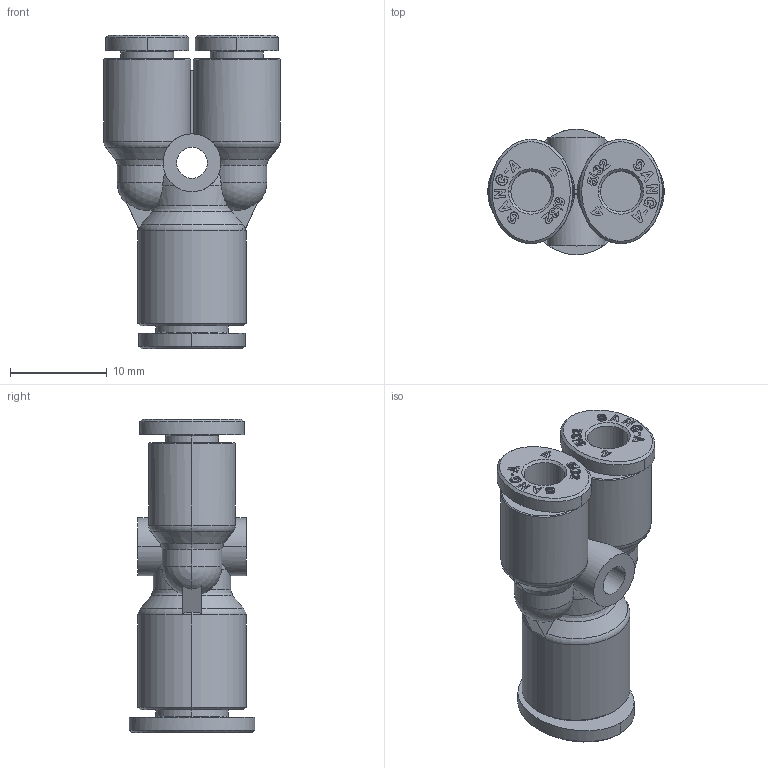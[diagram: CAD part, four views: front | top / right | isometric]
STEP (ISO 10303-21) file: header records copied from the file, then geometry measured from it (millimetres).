
FILE_DESCRIPTION((''),'2;1');
FILE_NAME('GPW_0604(3D).stp','2012-12-27T14:51:04',(''),(''),'Mechanical Desktop.R8.0.24.0','Mechanical Desktop.R8.0.24.0',', , ');
FILE_SCHEMA(('CONFIG_CONTROL_DESIGN'));
Length unit declared in the file: millimetre
Products named in the file (2): GPW_0604(3D); ºÎÇ°1
Assembly tree (1 placements, depth 2):
  GPW_0604(3D)
    ºÎÇ°1
Bounding box: 18.3 x 13 x 32.45 mm (x, y, z)
Volume: 2551 mm3; surface area: 2853.5 mm2
Topology: 1 solids, 1 shells, 1030 faces, 2919 edges, 1934 vertices
Faces by surface type: plane 843, bspline 94, cylinder 57, cone 22, sphere 8, torus 6
Entity records: 35642 total; most frequent: CARTESIAN_POINT 8999, ORIENTED_EDGE 5830, DIRECTION 5043, EDGE_CURVE 2915, VECTOR 2503, LINE 2503, VERTEX_POINT 1934, AXIS2_PLACEMENT_3D 1270
